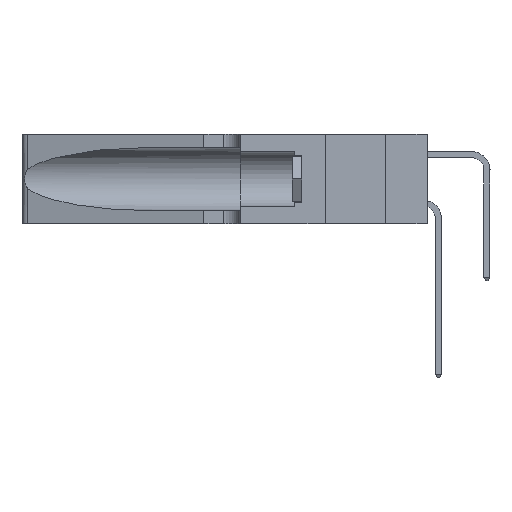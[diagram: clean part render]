
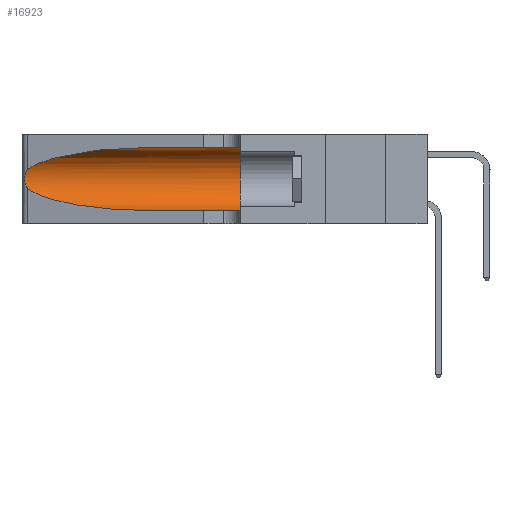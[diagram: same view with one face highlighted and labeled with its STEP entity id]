
A CAD part, left-side view. The second image highlights one B-rep face of the part: STEP entity #16923.
In plain terms, the highlighted cylindrical face has radius 3.308 mm (diameter 6.617 mm), a partial arc.
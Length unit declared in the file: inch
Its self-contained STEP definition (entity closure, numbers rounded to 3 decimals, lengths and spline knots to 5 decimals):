
#399 = CARTESIAN_POINT ( 'NONE',  ( 0.25856, 1.23593, 0.16098 ) ) ;
#992 = EDGE_CURVE ( 'NONE', #10371, #29735, #33169, .T. ) ;
#2417 = EDGE_CURVE ( 'NONE', #33389, #3493, #20555, .T. ) ;
#2579 = CARTESIAN_POINT ( 'NONE',  ( 0.1305, 0.35, 0.185 ) ) ;
#3145 = CARTESIAN_POINT ( 'NONE',  ( 0.25487, 1.22718, 0.22369 ) ) ;
#3276 = CARTESIAN_POINT ( 'NONE',  ( 0.25639, 1.23186, 0.15144 ) ) ;
#3493 = VERTEX_POINT ( 'NONE', #14375 ) ;
#4390 = AXIS2_PLACEMENT_3D ( 'NONE', #2579, #21901, #5403 ) ;
#4595 = EDGE_CURVE ( 'NONE', #10873, #35102, #25975, .T. ) ;
#4969 = ORIENTED_EDGE ( 'NONE', *, *, #8081, .T. ) ;
#5010 = CARTESIAN_POINT ( 'NONE',  ( 0.1305, 0.72297, 0.31525 ) ) ;
#5403 = DIRECTION ( 'NONE',  ( 0., 0., 1. ) ) ;
#6083 = CARTESIAN_POINT ( 'NONE',  ( 0.25487, 1.22718, 0.14631 ) ) ;
#6380 = DIRECTION ( 'NONE',  ( 0., -1., 0. ) ) ;
#6502 = CARTESIAN_POINT ( 'NONE',  ( 0.18966, 0.96281, 0.31525 ) ) ;
#6602 = DIRECTION ( 'NONE',  ( 0., -1., 0. ) ) ;
#6751 = ORIENTED_EDGE ( 'NONE', *, *, #992, .T. ) ;
#7250 = ORIENTED_EDGE ( 'NONE', *, *, #2417, .T. ) ;
#7279 = CARTESIAN_POINT ( 'NONE',  ( 0.25487, 1.22718, 0.14631 ) ) ;
#8081 = EDGE_CURVE ( 'NONE', #3493, #35102, #13922, .T. ) ;
#8100 = AXIS2_PLACEMENT_3D ( 'NONE', #12165, #6602, #31286 ) ;
#8757 = CARTESIAN_POINT ( 'NONE',  ( 0.25639, 1.23184, 0.21858 ) ) ;
#9679 = CARTESIAN_POINT ( 'NONE',  ( 0.1305, 1.61858, 0.31525 ) ) ;
#10082 = CARTESIAN_POINT ( 'NONE',  ( 0.1305, 0.72297, 0.05475 ) ) ;
#10371 = VERTEX_POINT ( 'NONE', #5010 ) ;
#10433 = EDGE_CURVE ( 'NONE', #29735, #33389, #30578, .T. ) ;
#10873 = VERTEX_POINT ( 'NONE', #32406 ) ;
#11178 = LINE ( 'NONE', #9679, #32115 ) ;
#11318 = EDGE_CURVE ( 'NONE', #10371, #10873, #11178, .T. ) ;
#11539 = CARTESIAN_POINT ( 'NONE',  ( 0.25854, 1.2359, 0.20912 ) ) ;
#12070 = CARTESIAN_POINT ( 'NONE',  ( 0.25487, 1.22718, 0.22369 ) ) ;
#12165 = CARTESIAN_POINT ( 'NONE',  ( 0.1305, 1.61858, 0.185 ) ) ;
#12910 = EDGE_LOOP ( 'NONE', ( #6751, #34166, #7250, #4969, #19228, #26120 ) ) ;
#13922 = LINE ( 'NONE', #20121, #20394 ) ;
#14278 = CARTESIAN_POINT ( 'NONE',  ( 0.26075, 1.23896, 0.19203 ) ) ;
#14375 = CARTESIAN_POINT ( 'NONE',  ( 0.1305, 0.72297, 0.05475 ) ) ;
#15215 = DIRECTION ( 'NONE',  ( 0., -1., 0. ) ) ;
#16923 = ADVANCED_FACE ( 'NONE', ( #17492 ), #31120, .F. ) ;
#17068 = CARTESIAN_POINT ( 'NONE',  ( 0.26017, 1.23833, 0.17102 ) ) ;
#17492 = FACE_OUTER_BOUND ( 'NONE', #12910, .T. ) ;
#19228 = ORIENTED_EDGE ( 'NONE', *, *, #4595, .F. ) ;
#19824 = CARTESIAN_POINT ( 'NONE',  ( 0.25789, 1.23486, 0.15765 ) ) ;
#20121 = CARTESIAN_POINT ( 'NONE',  ( 0.1305, 1.61858, 0.05475 ) ) ;
#20244 = CARTESIAN_POINT ( 'NONE',  ( 0.1305, 0.72297, 0.31525 ) ) ;
#20394 = VECTOR ( 'NONE', #6380, 39.37008 ) ;
#20555 =( BOUNDED_CURVE ( )  B_SPLINE_CURVE ( 3, ( #7279, #31828, #26503, #10082 ),
 .UNSPECIFIED., .F., .F. ) 
 B_SPLINE_CURVE_WITH_KNOTS ( ( 4, 4 ),
 ( 3.44316, 4.71239 ),
 .UNSPECIFIED. ) 
 CURVE ( )  GEOMETRIC_REPRESENTATION_ITEM ( )  RATIONAL_B_SPLINE_CURVE ( ( 1., 0.87, 0.87, 1. ) ) 
 REPRESENTATION_ITEM ( '' )  );
#21901 = DIRECTION ( 'NONE',  ( 0., 1., 0. ) ) ;
#22336 = CARTESIAN_POINT ( 'NONE',  ( 0.25487, 1.22718, 0.14631 ) ) ;
#22341 = CARTESIAN_POINT ( 'NONE',  ( 0.25487, 1.22718, 0.22369 ) ) ;
#22572 = CARTESIAN_POINT ( 'NONE',  ( 0.25555, 1.22993, 0.14849 ) ) ;
#22991 = CARTESIAN_POINT ( 'NONE',  ( 0.2373, 1.15595, 0.28018 ) ) ;
#25204 = CARTESIAN_POINT ( 'NONE',  ( 0.25555, 1.22994, 0.2215 ) ) ;
#25975 = CIRCLE ( 'NONE', #4390, 0.13025 ) ;
#26120 = ORIENTED_EDGE ( 'NONE', *, *, #11318, .F. ) ;
#26503 = CARTESIAN_POINT ( 'NONE',  ( 0.18966, 0.96281, 0.05475 ) ) ;
#27908 = CARTESIAN_POINT ( 'NONE',  ( 0.25787, 1.23484, 0.2124 ) ) ;
#29735 = VERTEX_POINT ( 'NONE', #22341 ) ;
#30578 = B_SPLINE_CURVE_WITH_KNOTS ( 'NONE', 3,
 ( #3145, #25204, #8757, #27908, #11539, #30658, #14278, #33362, #17068, #399, #19824, #3276, #22572, #6083 ),
 .UNSPECIFIED., .F., .F.,
 ( 4, 2, 2, 2, 2, 2, 4 ),
 ( 0., 0.00027, 0.00053, 0.00107, 0.0016, 0.00187, 0.00214 ),
 .UNSPECIFIED. ) ;
#30658 = CARTESIAN_POINT ( 'NONE',  ( 0.26018, 1.23835, 0.19895 ) ) ;
#31120 = CYLINDRICAL_SURFACE ( 'NONE', #8100, 0.13025 ) ;
#31286 = DIRECTION ( 'NONE',  ( 0., 0., -1. ) ) ;
#31828 = CARTESIAN_POINT ( 'NONE',  ( 0.2373, 1.15595, 0.08982 ) ) ;
#32115 = VECTOR ( 'NONE', #15215, 39.37008 ) ;
#32406 = CARTESIAN_POINT ( 'NONE',  ( 0.1305, 0.35, 0.31525 ) ) ;
#32453 = CARTESIAN_POINT ( 'NONE',  ( 0.1305, 0.35, 0.05475 ) ) ;
#33169 =( BOUNDED_CURVE ( )  B_SPLINE_CURVE ( 3, ( #20244, #6502, #22991, #12070 ),
 .UNSPECIFIED., .F., .F. ) 
 B_SPLINE_CURVE_WITH_KNOTS ( ( 4, 4 ),
 ( 1.5708, 2.84003 ),
 .UNSPECIFIED. ) 
 CURVE ( )  GEOMETRIC_REPRESENTATION_ITEM ( )  RATIONAL_B_SPLINE_CURVE ( ( 1., 0.87, 0.87, 1. ) ) 
 REPRESENTATION_ITEM ( '' )  );
#33362 = CARTESIAN_POINT ( 'NONE',  ( 0.26075, 1.23896, 0.178 ) ) ;
#33389 = VERTEX_POINT ( 'NONE', #22336 ) ;
#34166 = ORIENTED_EDGE ( 'NONE', *, *, #10433, .T. ) ;
#35102 = VERTEX_POINT ( 'NONE', #32453 ) ;
